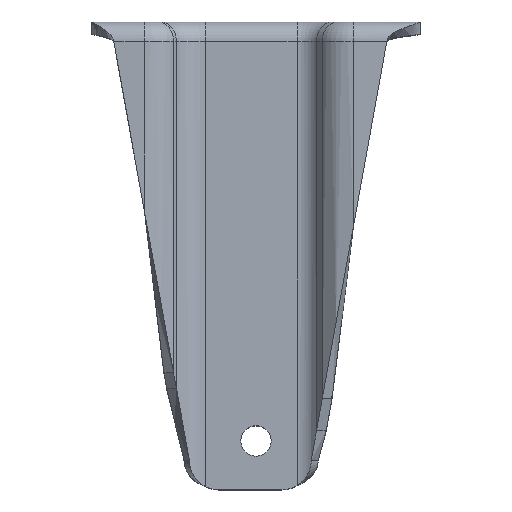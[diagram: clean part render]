
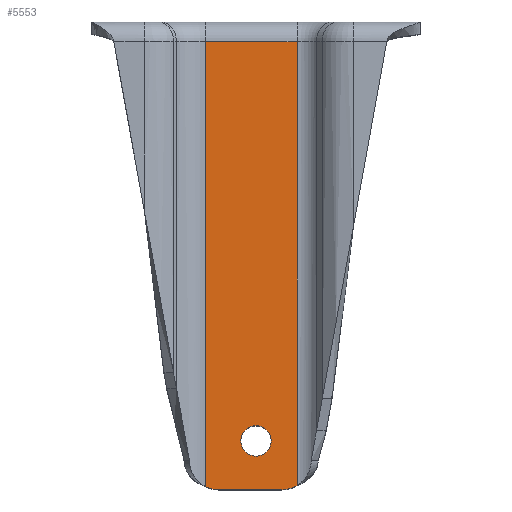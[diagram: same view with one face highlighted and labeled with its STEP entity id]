
A CAD part, top view. The second image highlights one B-rep face of the part: STEP entity #5553.
In plain terms, the highlighted planar face has unit normal (0, 0, 1).
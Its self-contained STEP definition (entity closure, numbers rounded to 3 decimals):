
#2 = VERTEX_POINT ( 'NONE', #6197 ) ;
#23 = LINE ( 'NONE', #997, #162 ) ;
#43 = VERTEX_POINT ( 'NONE', #483 ) ;
#86 = ORIENTED_EDGE ( 'NONE', *, *, #6624, .T. ) ;
#100 = DIRECTION ( 'NONE',  ( 0., 0., 1. ) ) ;
#162 = VECTOR ( 'NONE', #2179, 1000. ) ;
#253 = VECTOR ( 'NONE', #1614, 1000. ) ;
#254 = ORIENTED_EDGE ( 'NONE', *, *, #2700, .F. ) ;
#259 = LINE ( 'NONE', #1691, #1232 ) ;
#323 = CARTESIAN_POINT ( 'NONE',  ( 0., -165.75, 43.5 ) ) ;
#363 = DIRECTION ( 'NONE',  ( 0., 1., 0. ) ) ;
#398 = FACE_BOUND ( 'NONE', #1992, .T. ) ;
#404 = CARTESIAN_POINT ( 'NONE',  ( 16.853, -190.274, 43.5 ) ) ;
#458 = DIRECTION ( 'NONE',  ( 0., 1., 0. ) ) ;
#483 = CARTESIAN_POINT ( 'NONE',  ( 0., -178.25, 43.5 ) ) ;
#661 = VERTEX_POINT ( 'NONE', #404 ) ;
#794 = AXIS2_PLACEMENT_3D ( 'NONE', #3692, #100, #1684 ) ;
#804 = DIRECTION ( 'NONE',  ( 0., 0., 1. ) ) ;
#810 = DIRECTION ( 'NONE',  ( 0., -1., 0. ) ) ;
#871 = PLANE ( 'NONE',  #4801 ) ;
#893 = EDGE_CURVE ( 'NONE', #5690, #661, #6418, .T. ) ;
#997 = CARTESIAN_POINT ( 'NONE',  ( -20.682, 0., 43.5 ) ) ;
#1166 = CIRCLE ( 'NONE', #3740, 12. ) ;
#1232 = VECTOR ( 'NONE', #5784, 1000. ) ;
#1254 = EDGE_CURVE ( 'NONE', #1618, #43, #4872, .T. ) ;
#1321 = EDGE_CURVE ( 'NONE', #3810, #4947, #2728, .T. ) ;
#1332 = CARTESIAN_POINT ( 'NONE',  ( 10.652, -180., 43.5 ) ) ;
#1527 = VECTOR ( 'NONE', #810, 1000. ) ;
#1562 = EDGE_LOOP ( 'NONE', ( #2624, #4799, #86, #3171, #6536, #6307 ) ) ;
#1614 = DIRECTION ( 'NONE',  ( 1., 0., 0. ) ) ;
#1618 = VERTEX_POINT ( 'NONE', #323 ) ;
#1684 = DIRECTION ( 'NONE',  ( 0., 1., 0. ) ) ;
#1691 = CARTESIAN_POINT ( 'NONE',  ( 16.853, -8., 43.5 ) ) ;
#1992 = EDGE_LOOP ( 'NONE', ( #254, #6370 ) ) ;
#2029 = CARTESIAN_POINT ( 'NONE',  ( -15.348, -192., 43.5 ) ) ;
#2179 = DIRECTION ( 'NONE',  ( 0., -1., 0. ) ) ;
#2318 = AXIS2_PLACEMENT_3D ( 'NONE', #5041, #2388, #458 ) ;
#2388 = DIRECTION ( 'NONE',  ( 0., 0., 1. ) ) ;
#2520 = CARTESIAN_POINT ( 'NONE',  ( 16.853, -8., 43.5 ) ) ;
#2577 = EDGE_CURVE ( 'NONE', #6580, #5690, #259, .T. ) ;
#2624 = ORIENTED_EDGE ( 'NONE', *, *, #2577, .F. ) ;
#2635 = AXIS2_PLACEMENT_3D ( 'NONE', #1332, #5433, #5467 ) ;
#2700 = EDGE_CURVE ( 'NONE', #43, #1618, #4122, .T. ) ;
#2728 = LINE ( 'NONE', #4776, #253 ) ;
#2806 = CARTESIAN_POINT ( 'NONE',  ( -20.682, -8., 43.5 ) ) ;
#2846 = EDGE_CURVE ( 'NONE', #6580, #2, #23, .T. ) ;
#3171 = ORIENTED_EDGE ( 'NONE', *, *, #1321, .T. ) ;
#3186 = EDGE_CURVE ( 'NONE', #4947, #661, #5110, .T. ) ;
#3268 = DIRECTION ( 'NONE',  ( 0., 1., 0. ) ) ;
#3692 = CARTESIAN_POINT ( 'NONE',  ( 0., -172., 43.5 ) ) ;
#3740 = AXIS2_PLACEMENT_3D ( 'NONE', #5361, #3741, #3268 ) ;
#3741 = DIRECTION ( 'NONE',  ( 0., 0., 1. ) ) ;
#3810 = VERTEX_POINT ( 'NONE', #2029 ) ;
#3841 = CARTESIAN_POINT ( 'NONE',  ( 10.652, -192., 43.5 ) ) ;
#4122 = CIRCLE ( 'NONE', #2318, 6.25 ) ;
#4404 = FACE_OUTER_BOUND ( 'NONE', #1562, .T. ) ;
#4500 = CARTESIAN_POINT ( 'NONE',  ( 16.853, 0., 43.5 ) ) ;
#4776 = CARTESIAN_POINT ( 'NONE',  ( 16.853, -192., 43.5 ) ) ;
#4799 = ORIENTED_EDGE ( 'NONE', *, *, #2846, .T. ) ;
#4801 = AXIS2_PLACEMENT_3D ( 'NONE', #4500, #804, #363 ) ;
#4872 = CIRCLE ( 'NONE', #794, 6.25 ) ;
#4947 = VERTEX_POINT ( 'NONE', #3841 ) ;
#5041 = CARTESIAN_POINT ( 'NONE',  ( 0., -172., 43.5 ) ) ;
#5110 = CIRCLE ( 'NONE', #2635, 12. ) ;
#5361 = CARTESIAN_POINT ( 'NONE',  ( -15.348, -180., 43.5 ) ) ;
#5433 = DIRECTION ( 'NONE',  ( 0., 0., 1. ) ) ;
#5451 = CARTESIAN_POINT ( 'NONE',  ( 16.853, 0., 43.5 ) ) ;
#5467 = DIRECTION ( 'NONE',  ( 0., 1., 0. ) ) ;
#5553 = ADVANCED_FACE ( 'NONE', ( #398, #4404 ), #871, .T. ) ;
#5690 = VERTEX_POINT ( 'NONE', #2520 ) ;
#5784 = DIRECTION ( 'NONE',  ( 1., 0., 0. ) ) ;
#6197 = CARTESIAN_POINT ( 'NONE',  ( -20.682, -190.749, 43.5 ) ) ;
#6307 = ORIENTED_EDGE ( 'NONE', *, *, #893, .F. ) ;
#6370 = ORIENTED_EDGE ( 'NONE', *, *, #1254, .F. ) ;
#6418 = LINE ( 'NONE', #5451, #1527 ) ;
#6536 = ORIENTED_EDGE ( 'NONE', *, *, #3186, .T. ) ;
#6580 = VERTEX_POINT ( 'NONE', #2806 ) ;
#6624 = EDGE_CURVE ( 'NONE', #2, #3810, #1166, .T. ) ;
